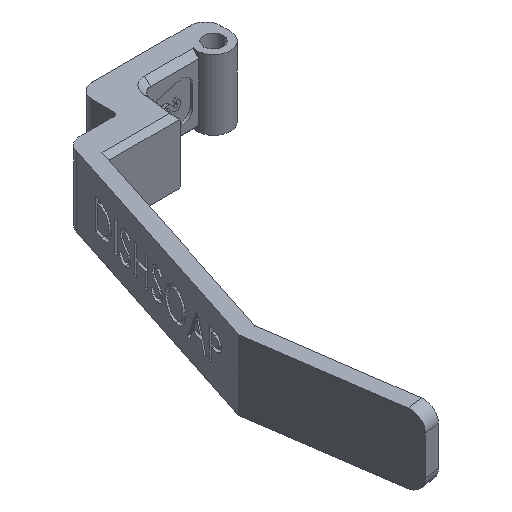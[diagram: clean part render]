
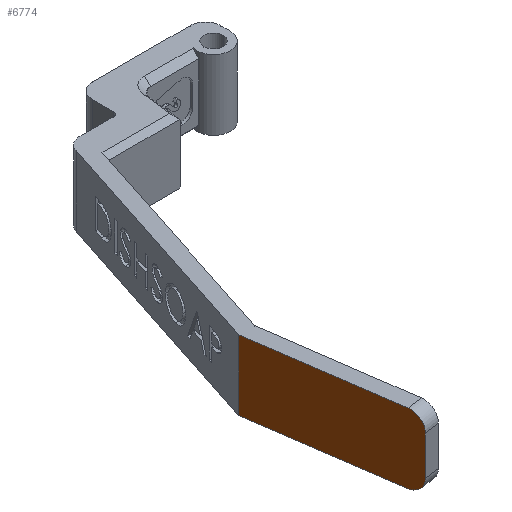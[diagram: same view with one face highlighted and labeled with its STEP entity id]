
A CAD part, isometric view. The second image highlights one B-rep face of the part: STEP entity #6774.
In plain terms, the highlighted planar face has unit normal (-0.99, -0.143, 0).
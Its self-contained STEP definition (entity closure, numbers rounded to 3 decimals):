
#321 = CARTESIAN_POINT ( 'NONE',  ( -29.984, -41.085, 0.2 ) ) ;
#456 = VECTOR ( 'NONE', #1354, 1000. ) ;
#468 = CARTESIAN_POINT ( 'NONE',  ( -29.806, -42.315, 10.9 ) ) ;
#577 = LINE ( 'NONE', #5859, #2196 ) ;
#603 = LINE ( 'NONE', #6733, #456 ) ;
#872 = CARTESIAN_POINT ( 'NONE',  ( -29.806, -42.315, 10.9 ) ) ;
#877 = ORIENTED_EDGE ( 'NONE', *, *, #2641, .T. ) ;
#1354 = DIRECTION ( 'NONE',  ( 0.143, -0.99, 0. ) ) ;
#1576 = VERTEX_POINT ( 'NONE', #3135 ) ;
#1637 = ORIENTED_EDGE ( 'NONE', *, *, #7357, .F. ) ;
#1711 = PLANE ( 'NONE',  #3487 ) ;
#2196 = VECTOR ( 'NONE', #6530, 1000. ) ;
#2206 = CARTESIAN_POINT ( 'NONE',  ( -34.428, -10.315, 13.9 ) ) ;
#2335 = DIRECTION ( 'NONE',  ( 0.99, 0.143, 0. ) ) ;
#2492 = VERTEX_POINT ( 'NONE', #7791 ) ;
#2641 = EDGE_CURVE ( 'NONE', #2832, #1576, #603, .T. ) ;
#2723 = DIRECTION ( 'NONE',  ( 0., 0., -1. ) ) ;
#2832 = VERTEX_POINT ( 'NONE', #7459 ) ;
#3027 = CARTESIAN_POINT ( 'NONE',  ( -29.806, -42.315, 1.443 ) ) ;
#3042 = CARTESIAN_POINT ( 'NONE',  ( -29.806, -42.315, 13.9 ) ) ;
#3135 = CARTESIAN_POINT ( 'NONE',  ( -30.235, -39.346, 0.2 ) ) ;
#3243 = VERTEX_POINT ( 'NONE', #8283 ) ;
#3360 =( BOUNDED_CURVE ( )  B_SPLINE_CURVE ( 3, ( #5114, #321, #3027, #5738 ),
 .UNSPECIFIED., .F., .F. ) 
 B_SPLINE_CURVE_WITH_KNOTS ( ( 4, 4 ),
 ( 4.712, 6.283 ),
 .UNSPECIFIED. ) 
 CURVE ( )  GEOMETRIC_REPRESENTATION_ITEM ( )  RATIONAL_B_SPLINE_CURVE ( ( 1., 0.805, 0.805, 1. ) ) 
 REPRESENTATION_ITEM ( '' )  );
#3395 = LINE ( 'NONE', #6090, #5892 ) ;
#3487 = AXIS2_PLACEMENT_3D ( 'NONE', #3042, #2335, #7745 ) ;
#3583 = CARTESIAN_POINT ( 'NONE',  ( -29.984, -41.085, 13.9 ) ) ;
#3605 = CARTESIAN_POINT ( 'NONE',  ( -34.428, -10.315, 13.9 ) ) ;
#3636 = CARTESIAN_POINT ( 'NONE',  ( -29.806, -42.315, 12.657 ) ) ;
#3701 = VERTEX_POINT ( 'NONE', #3605 ) ;
#3837 = EDGE_CURVE ( 'NONE', #1576, #2492, #3360, .T. ) ;
#3962 = ORIENTED_EDGE ( 'NONE', *, *, #3837, .T. ) ;
#4910 = VERTEX_POINT ( 'NONE', #468 ) ;
#5114 = CARTESIAN_POINT ( 'NONE',  ( -30.235, -39.346, 0.2 ) ) ;
#5432 = EDGE_CURVE ( 'NONE', #3701, #3243, #577, .T. ) ;
#5716 = VECTOR ( 'NONE', #6832, 1000. ) ;
#5738 = CARTESIAN_POINT ( 'NONE',  ( -29.806, -42.315, 3.2 ) ) ;
#5741 =( BOUNDED_CURVE ( )  B_SPLINE_CURVE ( 3, ( #872, #3636, #3583, #6339 ),
 .UNSPECIFIED., .F., .F. ) 
 B_SPLINE_CURVE_WITH_KNOTS ( ( 4, 4 ),
 ( 3.142, 4.712 ),
 .UNSPECIFIED. ) 
 CURVE ( )  GEOMETRIC_REPRESENTATION_ITEM ( )  RATIONAL_B_SPLINE_CURVE ( ( 1., 0.805, 0.805, 1. ) ) 
 REPRESENTATION_ITEM ( '' )  );
#5859 = CARTESIAN_POINT ( 'NONE',  ( -29.806, -42.315, 13.9 ) ) ;
#5892 = VECTOR ( 'NONE', #2723, 1000. ) ;
#6090 = CARTESIAN_POINT ( 'NONE',  ( -29.806, -42.315, 13.9 ) ) ;
#6277 = FACE_OUTER_BOUND ( 'NONE', #8249, .T. ) ;
#6339 = CARTESIAN_POINT ( 'NONE',  ( -30.235, -39.346, 13.9 ) ) ;
#6530 = DIRECTION ( 'NONE',  ( 0.143, -0.99, 0. ) ) ;
#6550 = EDGE_CURVE ( 'NONE', #4910, #3243, #5741, .T. ) ;
#6670 = ORIENTED_EDGE ( 'NONE', *, *, #5432, .F. ) ;
#6733 = CARTESIAN_POINT ( 'NONE',  ( -29.806, -42.315, 0.2 ) ) ;
#6774 = ADVANCED_FACE ( 'NONE', ( #6277 ), #1711, .F. ) ;
#6832 = DIRECTION ( 'NONE',  ( 0., 0., -1. ) ) ;
#7357 = EDGE_CURVE ( 'NONE', #4910, #2492, #3395, .T. ) ;
#7459 = CARTESIAN_POINT ( 'NONE',  ( -34.428, -10.315, 0.2 ) ) ;
#7745 = DIRECTION ( 'NONE',  ( -0.143, 0.99, 0. ) ) ;
#7757 = ORIENTED_EDGE ( 'NONE', *, *, #8117, .T. ) ;
#7791 = CARTESIAN_POINT ( 'NONE',  ( -29.806, -42.315, 3.2 ) ) ;
#8117 = EDGE_CURVE ( 'NONE', #3701, #2832, #8203, .T. ) ;
#8203 = LINE ( 'NONE', #2206, #5716 ) ;
#8249 = EDGE_LOOP ( 'NONE', ( #877, #3962, #1637, #8604, #6670, #7757 ) ) ;
#8283 = CARTESIAN_POINT ( 'NONE',  ( -30.235, -39.346, 13.9 ) ) ;
#8604 = ORIENTED_EDGE ( 'NONE', *, *, #6550, .T. ) ;
